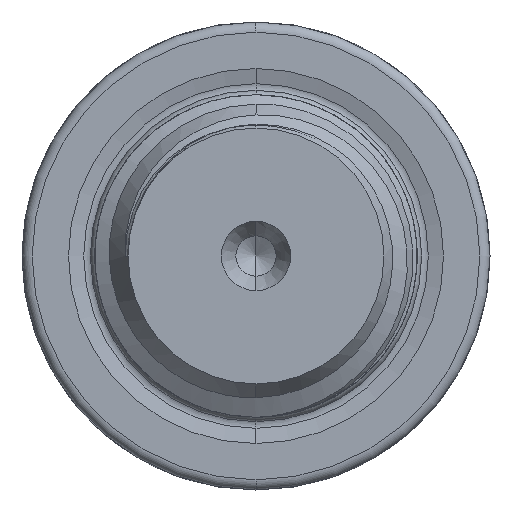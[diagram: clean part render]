
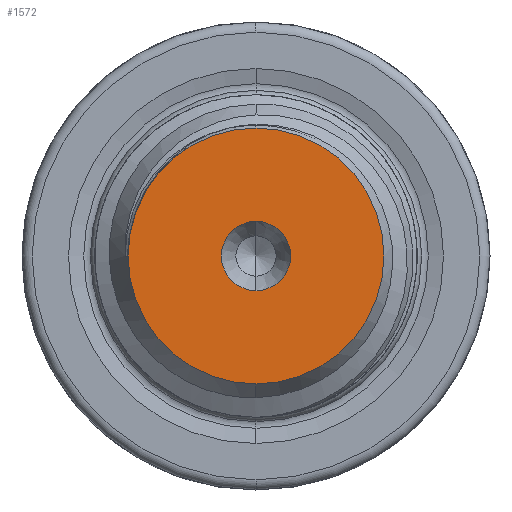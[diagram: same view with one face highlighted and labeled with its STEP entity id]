
A CAD part, left-side view. The second image highlights one B-rep face of the part: STEP entity #1572.
In plain terms, the highlighted planar face has unit normal (-1, 0, 0).
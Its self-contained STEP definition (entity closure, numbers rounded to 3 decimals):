
#38 = AXIS2_PLACEMENT_3D ( 'NONE', #62, #87, #433 ) ;
#62 = CARTESIAN_POINT ( 'NONE',  ( 0., 0., 0. ) ) ;
#76 = DIRECTION ( 'NONE',  ( -1., 0., 0. ) ) ;
#87 = DIRECTION ( 'NONE',  ( -1., 0., 0. ) ) ;
#97 = VERTEX_POINT ( 'NONE', #2652 ) ;
#348 = ORIENTED_EDGE ( 'NONE', *, *, #4783, .F. ) ;
#431 = AXIS2_PLACEMENT_3D ( 'NONE', #5557, #76, #1432 ) ;
#433 = DIRECTION ( 'NONE',  ( 0., 0., 1. ) ) ;
#593 = DIRECTION ( 'NONE',  ( 0., 0., -1. ) ) ;
#851 = DIRECTION ( 'NONE',  ( -1., 0., 0. ) ) ;
#924 = EDGE_CURVE ( 'NONE', #1463, #5434, #2773, .T. ) ;
#1221 = ORIENTED_EDGE ( 'NONE', *, *, #4142, .T. ) ;
#1240 = DIRECTION ( 'NONE',  ( 0., 0., 1. ) ) ;
#1432 = DIRECTION ( 'NONE',  ( 0., 0., 1. ) ) ;
#1452 = AXIS2_PLACEMENT_3D ( 'NONE', #5447, #851, #1240 ) ;
#1463 = VERTEX_POINT ( 'NONE', #1657 ) ;
#1564 = AXIS2_PLACEMENT_3D ( 'NONE', #3385, #4703, #593 ) ;
#1572 = ADVANCED_FACE ( 'NONE', ( #4093, #2719 ), #5493, .F. ) ;
#1627 = CIRCLE ( 'NONE', #38, 6.287 ) ;
#1657 = CARTESIAN_POINT ( 'NONE',  ( 0., 0., -6.287 ) ) ;
#1887 = CIRCLE ( 'NONE', #2834, 1.7 ) ;
#1892 = DIRECTION ( 'NONE',  ( 0., 0., 1. ) ) ;
#2096 = CARTESIAN_POINT ( 'NONE',  ( 0., 0., -1.7 ) ) ;
#2652 = CARTESIAN_POINT ( 'NONE',  ( 0., 0., 1.7 ) ) ;
#2712 = EDGE_LOOP ( 'NONE', ( #348, #5866 ) ) ;
#2719 = FACE_BOUND ( 'NONE', #2712, .T. ) ;
#2773 = CIRCLE ( 'NONE', #1452, 6.287 ) ;
#2834 = AXIS2_PLACEMENT_3D ( 'NONE', #4178, #4116, #1892 ) ;
#3385 = CARTESIAN_POINT ( 'NONE',  ( 0., 0., 0. ) ) ;
#3568 = ORIENTED_EDGE ( 'NONE', *, *, #924, .T. ) ;
#3676 = EDGE_LOOP ( 'NONE', ( #3568, #1221 ) ) ;
#3960 = CIRCLE ( 'NONE', #431, 1.7 ) ;
#4093 = FACE_OUTER_BOUND ( 'NONE', #3676, .T. ) ;
#4116 = DIRECTION ( 'NONE',  ( -1., 0., 0. ) ) ;
#4142 = EDGE_CURVE ( 'NONE', #5434, #1463, #1627, .T. ) ;
#4178 = CARTESIAN_POINT ( 'NONE',  ( 0., 0., 0. ) ) ;
#4549 = CARTESIAN_POINT ( 'NONE',  ( 0., 0., 6.287 ) ) ;
#4643 = VERTEX_POINT ( 'NONE', #2096 ) ;
#4703 = DIRECTION ( 'NONE',  ( 1., 0., 0. ) ) ;
#4783 = EDGE_CURVE ( 'NONE', #97, #4643, #3960, .T. ) ;
#5434 = VERTEX_POINT ( 'NONE', #4549 ) ;
#5447 = CARTESIAN_POINT ( 'NONE',  ( 0., 0., 0. ) ) ;
#5493 = PLANE ( 'NONE',  #1564 ) ;
#5557 = CARTESIAN_POINT ( 'NONE',  ( 0., 0., 0. ) ) ;
#5860 = EDGE_CURVE ( 'NONE', #4643, #97, #1887, .T. ) ;
#5866 = ORIENTED_EDGE ( 'NONE', *, *, #5860, .F. ) ;
